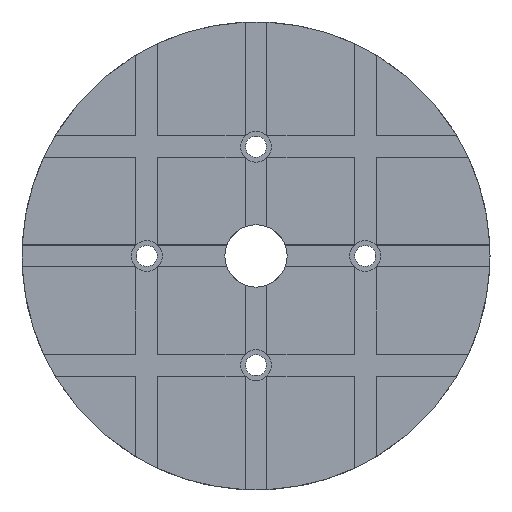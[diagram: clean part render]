
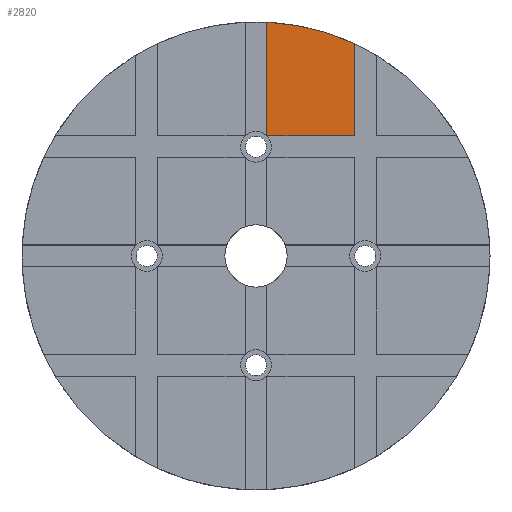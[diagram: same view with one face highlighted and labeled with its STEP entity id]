
A CAD part, top view. The second image highlights one B-rep face of the part: STEP entity #2820.
In plain terms, the highlighted planar face has unit normal (0, 0, 1).
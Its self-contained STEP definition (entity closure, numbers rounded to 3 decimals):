
#1130=EDGE_CURVE('',#2540,#1226,#3232,.T.);
#1226=VERTEX_POINT('',#3335);
#1376=EDGE_CURVE('',#1570,#2540,#3498,.T.);
#1424=EDGE_CURVE('',#1226,#1730,#3550,.T.);
#1570=VERTEX_POINT('',#3709);
#1730=VERTEX_POINT('',#3888);
#2540=VERTEX_POINT('',#4774);
#2820=ADVANCED_FACE('',(#5075),#5076,.T.);
#2826=EDGE_CURVE('',#1570,#1730,#5082,.T.);
#3232=LINE('',#5537,#5538);
#3335=CARTESIAN_POINT('',(63.0,77.0,50.0));
#3498=LINE('',#5903,#5904);
#3550=LINE('',#5967,#5968);
#3709=CARTESIAN_POINT('',(7.0,149.837,50.0));
#3888=CARTESIAN_POINT('',(63.0,136.129,50.0));
#4774=CARTESIAN_POINT('',(7.0,77.0,50.0));
#5075=FACE_OUTER_BOUND('',#8121,.T.);
#5076=PLANE('',#8122);
#5082=CIRCLE('',#8132,150.0);
#5537=CARTESIAN_POINT('',(0.,77.0,50.0));
#5538=VECTOR('',#8687,1.0);
#5903=CARTESIAN_POINT('',(7.0,0.,50.0));
#5904=VECTOR('',#8927,1.0);
#5967=CARTESIAN_POINT('',(63.0,0.,50.0));
#5968=VECTOR('',#8977,1.0);
#8121=EDGE_LOOP('',(#10689,#10690,#10691,#10692));
#8122=AXIS2_PLACEMENT_3D('',#10693,#10694,#10695);
#8132=AXIS2_PLACEMENT_3D('',#10700,#10701,#10702);
#8687=DIRECTION('',(1.0,0.,0.0));
#8927=DIRECTION('',(0.0,-1.0,0.0));
#8977=DIRECTION('',(0.0,1.0,0.0));
#10689=ORIENTED_EDGE('',*,*,#1130,.T.);
#10690=ORIENTED_EDGE('',*,*,#1424,.T.);
#10691=ORIENTED_EDGE('',*,*,#2826,.F.);
#10692=ORIENTED_EDGE('',*,*,#1376,.T.);
#10693=CARTESIAN_POINT('',(0.0,0.0,50.0));
#10694=DIRECTION('',(0.0,0.0,1.0));
#10695=DIRECTION('',(1.0,0.0,0.0));
#10700=CARTESIAN_POINT('',(0.0,0.0,50.0));
#10701=DIRECTION('',(0.0,0.0,-1.0));
#10702=DIRECTION('',(-1.0,0.,0.0));
